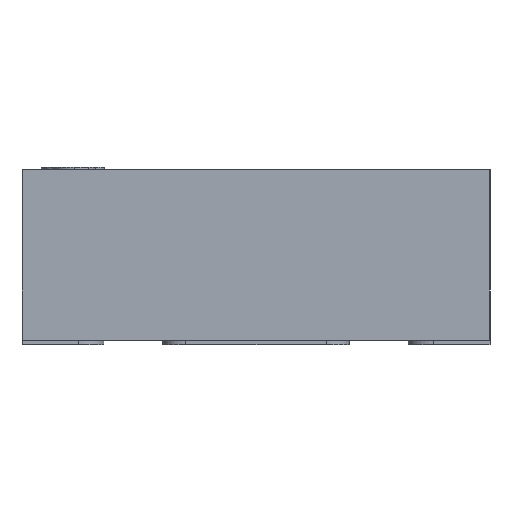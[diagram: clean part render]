
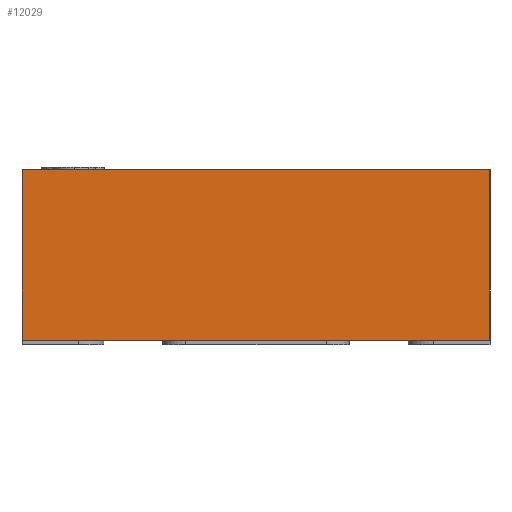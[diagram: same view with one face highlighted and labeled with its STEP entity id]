
A CAD part, left-side view. The second image highlights one B-rep face of the part: STEP entity #12029.
In plain terms, the highlighted planar face has unit normal (-1, 0, 0).
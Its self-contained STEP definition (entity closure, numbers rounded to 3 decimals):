
#172 = ORIENTED_EDGE ( 'NONE', *, *, #10551, .F. ) ;
#215 = DIRECTION ( 'NONE',  ( 0., 0., 1. ) ) ;
#527 = ORIENTED_EDGE ( 'NONE', *, *, #19557, .T. ) ;
#1123 = LINE ( 'NONE', #18367, #1252 ) ;
#1152 = DIRECTION ( 'NONE',  ( 0., -1., 0. ) ) ;
#1252 = VECTOR ( 'NONE', #12066, 1000. ) ;
#2230 = ORIENTED_EDGE ( 'NONE', *, *, #18843, .T. ) ;
#2318 = EDGE_CURVE ( 'NONE', #7605, #16702, #8514, .T. ) ;
#2545 = PLANE ( 'NONE',  #2929 ) ;
#2929 = AXIS2_PLACEMENT_3D ( 'NONE', #17057, #11986, #12195 ) ;
#3938 = VECTOR ( 'NONE', #215, 1000. ) ;
#4466 = LINE ( 'NONE', #6098, #3938 ) ;
#6098 = CARTESIAN_POINT ( 'NONE',  ( -1., 1., -0.73 ) ) ;
#6907 = FACE_OUTER_BOUND ( 'NONE', #13950, .T. ) ;
#7605 = VERTEX_POINT ( 'NONE', #19791 ) ;
#7743 = CARTESIAN_POINT ( 'NONE',  ( -1., -1., -0.73 ) ) ;
#8514 = LINE ( 'NONE', #15163, #14430 ) ;
#9545 = VERTEX_POINT ( 'NONE', #13047 ) ;
#10551 = EDGE_CURVE ( 'NONE', #18530, #7605, #4466, .T. ) ;
#11986 = DIRECTION ( 'NONE',  ( -1., 0., 0. ) ) ;
#12029 = ADVANCED_FACE ( 'NONE', ( #6907 ), #2545, .T. ) ;
#12066 = DIRECTION ( 'NONE',  ( 0., 0., 1. ) ) ;
#12195 = DIRECTION ( 'NONE',  ( 0., 0., 1. ) ) ;
#12810 = ORIENTED_EDGE ( 'NONE', *, *, #2318, .F. ) ;
#13047 = CARTESIAN_POINT ( 'NONE',  ( -1., -1., -0.73 ) ) ;
#13658 = DIRECTION ( 'NONE',  ( 0., -1., 0. ) ) ;
#13950 = EDGE_LOOP ( 'NONE', ( #12810, #172, #2230, #527 ) ) ;
#14430 = VECTOR ( 'NONE', #1152, 1000. ) ;
#14631 = VECTOR ( 'NONE', #13658, 1000. ) ;
#15163 = CARTESIAN_POINT ( 'NONE',  ( -1., -1., 0. ) ) ;
#15443 = CARTESIAN_POINT ( 'NONE',  ( -1., 1., -0.73 ) ) ;
#16189 = LINE ( 'NONE', #7743, #14631 ) ;
#16702 = VERTEX_POINT ( 'NONE', #17795 ) ;
#17057 = CARTESIAN_POINT ( 'NONE',  ( -1., -1., -0.73 ) ) ;
#17795 = CARTESIAN_POINT ( 'NONE',  ( -1., -1., 0. ) ) ;
#18367 = CARTESIAN_POINT ( 'NONE',  ( -1., -1., -0.73 ) ) ;
#18530 = VERTEX_POINT ( 'NONE', #15443 ) ;
#18843 = EDGE_CURVE ( 'NONE', #18530, #9545, #16189, .T. ) ;
#19557 = EDGE_CURVE ( 'NONE', #9545, #16702, #1123, .T. ) ;
#19791 = CARTESIAN_POINT ( 'NONE',  ( -1., 1., 0. ) ) ;
